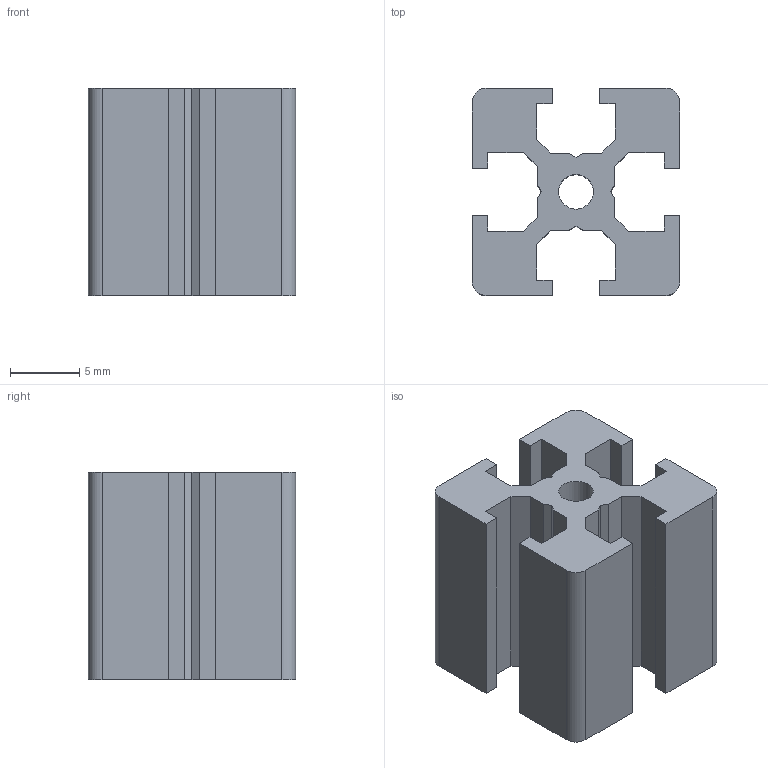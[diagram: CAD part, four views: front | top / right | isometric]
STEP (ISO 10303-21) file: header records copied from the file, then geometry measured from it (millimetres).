
FILE_DESCRIPTION(/* description */ (''),/* implementation_level */ '2;1');
FILE_NAME(/* name */ 'Misumi 1515 Cube_v1.step',/* time_stamp */ '2023-05-23T22:34:11-06:00',/* author */ (''),/* organization */ (''),/* preprocessor_version */ 'ST-DEVELOPER v19.2',/* originating_system */ 'Autodesk Translation Framework v12.4.0.73',/* authorisation */ '');
FILE_SCHEMA (('AUTOMOTIVE_DESIGN { 1 0 10303 214 3 1 1 }'));
Length unit declared in the file: millimetre
Products named in the file (1): Misumi 1515 Cube
Bounding box: 15 x 15 x 15 mm (x, y, z)
Volume: 1883.5 mm3; surface area: 2022.5 mm2
Topology: 1 solids, 1 shells, 63 faces, 183 edges, 122 vertices
Faces by surface type: plane 58, cylinder 5
Full cylindrical faces by diameter (mm): 2.5 x1
Entity records: 2091 total; most frequent: CARTESIAN_POINT 369, ORIENTED_EDGE 366, DIRECTION 321, EDGE_CURVE 183, LINE 173, VECTOR 173, VERTEX_POINT 122, AXIS2_PLACEMENT_3D 74
